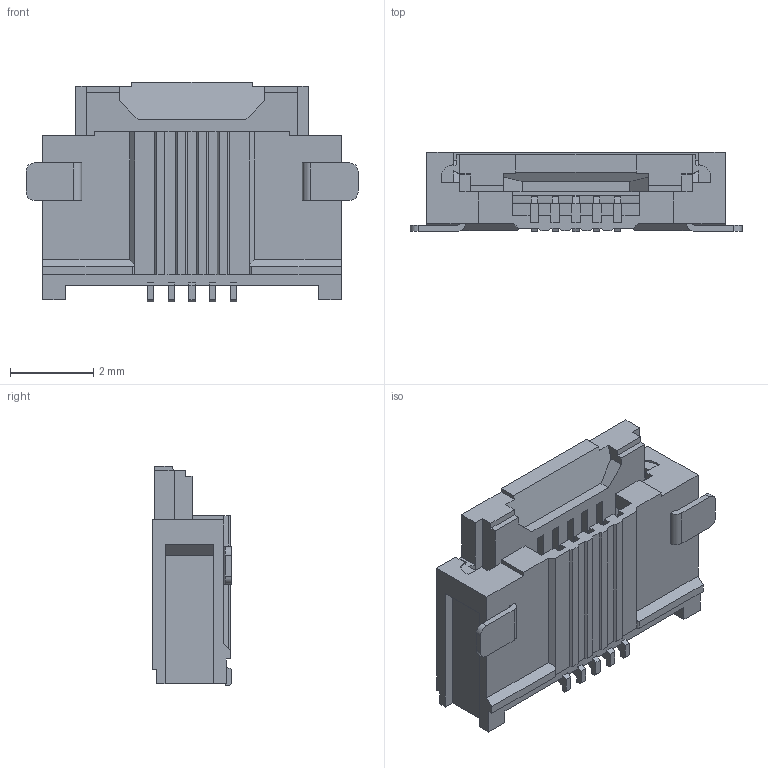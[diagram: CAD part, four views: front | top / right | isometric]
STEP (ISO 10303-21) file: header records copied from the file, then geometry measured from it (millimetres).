
FILE_DESCRIPTION(('STEP AP214'),'1');
FILE_NAME('505110-0592.stp','2020-06-09T15:59:57',('TraceParts'),('TraceParts S.A.'),'Spatial InterOp 3D',' ',' ');
FILE_SCHEMA(('AUTOMOTIVE_DESIGN { 1 0 10303 214 1 1 1 1 }'));
Length unit declared in the file: millimetre
Products named in the file (1): 505110-0592_1
Bounding box: 8 x 1.9 x 5.3 mm (x, y, z)
Volume: 42.2 mm3; surface area: 178.7 mm2
Topology: 1 solids, 1 shells, 428 faces, 1261 edges, 866 vertices
Faces by surface type: plane 361, cylinder 67
Entity records: 14059 total; most frequent: CARTESIAN_POINT 2511, ORIENTED_EDGE 2466, DIRECTION 2253, EDGE_CURVE 1233, LINE 1125, VECTOR 1125, VERTEX_POINT 810, AXIS2_PLACEMENT_3D 564
